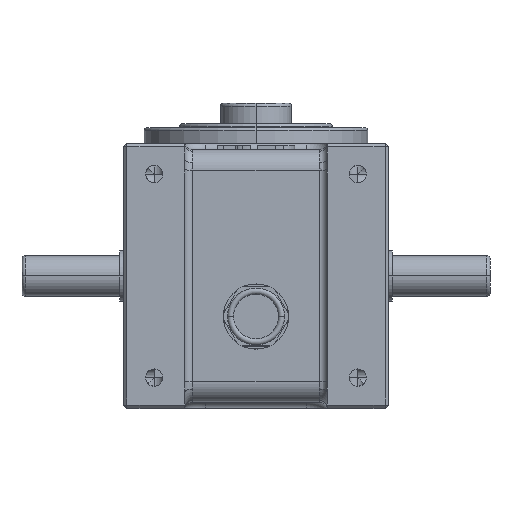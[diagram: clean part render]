
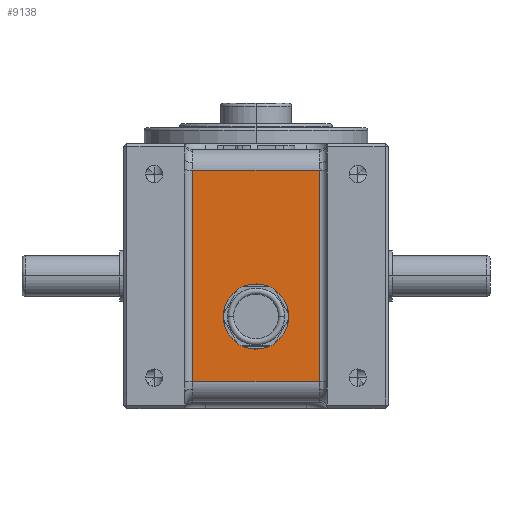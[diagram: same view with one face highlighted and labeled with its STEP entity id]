
A CAD part, top view. The second image highlights one B-rep face of the part: STEP entity #9138.
In plain terms, the highlighted planar face has unit normal (0, 0, 1).
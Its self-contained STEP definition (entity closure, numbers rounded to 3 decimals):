
#182 = ORIENTED_EDGE ( 'NONE', *, *, #18745, .F. ) ;
#1194 = EDGE_CURVE ( 'NONE', #15299, #7513, #8269, .T. ) ;
#1371 = DIRECTION ( 'NONE',  ( 1., 0., 0. ) ) ;
#1665 = EDGE_LOOP ( 'NONE', ( #182, #2126 ) ) ;
#2126 = ORIENTED_EDGE ( 'NONE', *, *, #7425, .F. ) ;
#2322 = AXIS2_PLACEMENT_3D ( 'NONE', #12450, #9450, #4908 ) ;
#3084 = EDGE_LOOP ( 'NONE', ( #12023, #13271, #13026, #5446 ) ) ;
#3149 = VECTOR ( 'NONE', #4870, 1000. ) ;
#3439 = PLANE ( 'NONE',  #2322 ) ;
#4387 = DIRECTION ( 'NONE',  ( 0., 0., 1. ) ) ;
#4610 = DIRECTION ( 'NONE',  ( 0., 1., 0. ) ) ;
#4870 = DIRECTION ( 'NONE',  ( 0., -1., 0. ) ) ;
#4908 = DIRECTION ( 'NONE',  ( 1., 0., 0. ) ) ;
#5405 = VERTEX_POINT ( 'NONE', #7690 ) ;
#5446 = ORIENTED_EDGE ( 'NONE', *, *, #11169, .T. ) ;
#5856 = LINE ( 'NONE', #10632, #6574 ) ;
#6124 = DIRECTION ( 'NONE',  ( -1., 0., 0. ) ) ;
#6574 = VECTOR ( 'NONE', #6124, 1000. ) ;
#6653 = VECTOR ( 'NONE', #10916, 1000. ) ;
#7425 = EDGE_CURVE ( 'NONE', #12796, #12105, #10115, .T. ) ;
#7513 = VERTEX_POINT ( 'NONE', #9252 ) ;
#7690 = CARTESIAN_POINT ( 'NONE',  ( -96.127, 117., -3. ) ) ;
#7716 = AXIS2_PLACEMENT_3D ( 'NONE', #17669, #4387, #1371 ) ;
#7773 = LINE ( 'NONE', #10447, #18242 ) ;
#8242 = LINE ( 'NONE', #10641, #3149 ) ;
#8269 = LINE ( 'NONE', #12038, #6653 ) ;
#8602 = VERTEX_POINT ( 'NONE', #16574 ) ;
#8857 = CIRCLE ( 'NONE', #16267, 16. ) ;
#9138 = ADVANCED_FACE ( 'NONE', ( #17749, #17990 ), #3439, .T. ) ;
#9252 = CARTESIAN_POINT ( 'NONE',  ( -33.873, 13., -3. ) ) ;
#9450 = DIRECTION ( 'NONE',  ( 0., 0., 1. ) ) ;
#10115 = CIRCLE ( 'NONE', #7716, 16. ) ;
#10447 = CARTESIAN_POINT ( 'NONE',  ( -33.873, 13., -3. ) ) ;
#10632 = CARTESIAN_POINT ( 'NONE',  ( -100., 117., -3. ) ) ;
#10641 = CARTESIAN_POINT ( 'NONE',  ( -96.127, 117., -3. ) ) ;
#10733 = CARTESIAN_POINT ( 'NONE',  ( -96.127, 13., -3. ) ) ;
#10843 = DIRECTION ( 'NONE',  ( 1., 0., 0. ) ) ;
#10916 = DIRECTION ( 'NONE',  ( 1., 0., 0. ) ) ;
#11169 = EDGE_CURVE ( 'NONE', #5405, #15299, #8242, .T. ) ;
#11253 = CARTESIAN_POINT ( 'NONE',  ( -81., 45., -3. ) ) ;
#12023 = ORIENTED_EDGE ( 'NONE', *, *, #1194, .T. ) ;
#12038 = CARTESIAN_POINT ( 'NONE',  ( -30., 13., -3. ) ) ;
#12105 = VERTEX_POINT ( 'NONE', #11253 ) ;
#12450 = CARTESIAN_POINT ( 'NONE',  ( -100., 0., -3. ) ) ;
#12781 = EDGE_CURVE ( 'NONE', #8602, #5405, #5856, .T. ) ;
#12796 = VERTEX_POINT ( 'NONE', #18008 ) ;
#13026 = ORIENTED_EDGE ( 'NONE', *, *, #12781, .T. ) ;
#13271 = ORIENTED_EDGE ( 'NONE', *, *, #17636, .T. ) ;
#13855 = DIRECTION ( 'NONE',  ( 0., 0., 1. ) ) ;
#15299 = VERTEX_POINT ( 'NONE', #10733 ) ;
#16267 = AXIS2_PLACEMENT_3D ( 'NONE', #16725, #13855, #10843 ) ;
#16574 = CARTESIAN_POINT ( 'NONE',  ( -33.873, 117., -3. ) ) ;
#16725 = CARTESIAN_POINT ( 'NONE',  ( -65., 45., -3. ) ) ;
#17636 = EDGE_CURVE ( 'NONE', #7513, #8602, #7773, .T. ) ;
#17669 = CARTESIAN_POINT ( 'NONE',  ( -65., 45., -3. ) ) ;
#17749 = FACE_OUTER_BOUND ( 'NONE', #3084, .T. ) ;
#17990 = FACE_BOUND ( 'NONE', #1665, .T. ) ;
#18008 = CARTESIAN_POINT ( 'NONE',  ( -49., 45., -3. ) ) ;
#18242 = VECTOR ( 'NONE', #4610, 1000. ) ;
#18745 = EDGE_CURVE ( 'NONE', #12105, #12796, #8857, .T. ) ;
